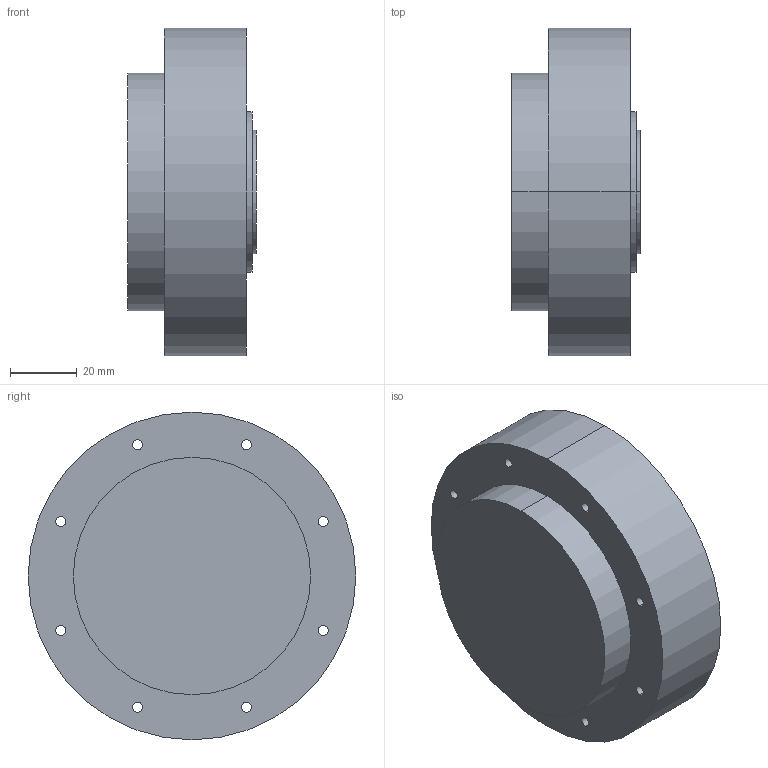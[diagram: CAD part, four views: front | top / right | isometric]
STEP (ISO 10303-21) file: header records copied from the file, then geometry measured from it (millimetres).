
FILE_DESCRIPTION (( 'STEP AP214' ), '1' );
FILE_NAME ('AK80-6 Motor.STEP', '2021-05-12T18:56:24', ( '' ), ( '' ), 'SwSTEP 2.0', 'SolidWorks 2020', '' );
FILE_SCHEMA (( 'AUTOMOTIVE_DESIGN' ));
Length unit declared in the file: millimetre
Products named in the file (1): AK80-6 Motor
Bounding box: 38.5 x 98 x 98 mm (x, y, z)
Volume: 230960.2 mm3; surface area: 27710.3 mm2
Topology: 1 solids, 1 shells, 61 faces, 152 edges, 88 vertices
Faces by surface type: cylinder 40, cone 16, plane 5
Entity records: 1792 total; most frequent: DIRECTION 340, CARTESIAN_POINT 286, ORIENTED_EDGE 272, AXIS2_PLACEMENT_3D 142, EDGE_CURVE 136, EDGE_LOOP 88, VERTEX_POINT 88, CIRCLE 80
